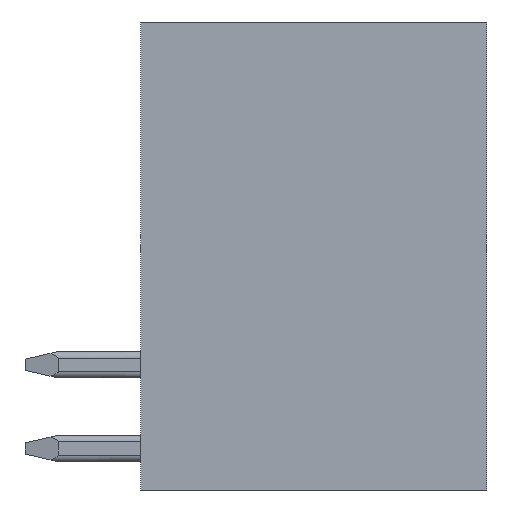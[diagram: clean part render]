
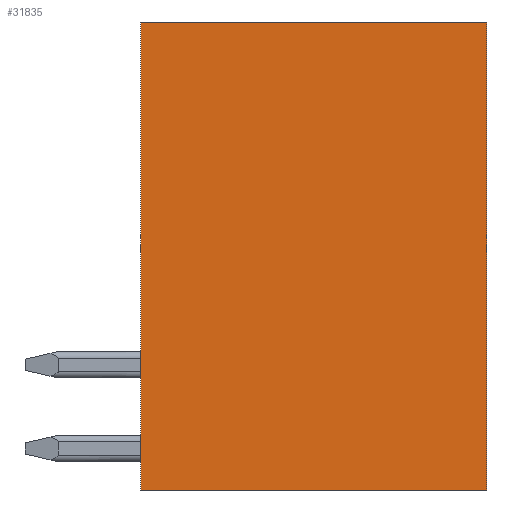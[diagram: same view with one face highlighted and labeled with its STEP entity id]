
A CAD part, front view. The second image highlights one B-rep face of the part: STEP entity #31835.
In plain terms, the highlighted planar face has unit normal (0, -1, 0).
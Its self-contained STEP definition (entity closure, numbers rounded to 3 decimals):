
#7416=DIRECTION('',(-1.,0.,0.));
#7417=VECTOR('',#7416,10.5);
#7418=CARTESIAN_POINT('',(5.25,-47.97,7.1));
#7419=LINE('',#7418,#7417);
#7420=DIRECTION('',(0.,0.,1.));
#7421=VECTOR('',#7420,14.2);
#7422=CARTESIAN_POINT('',(5.25,-47.97,-7.1));
#7423=LINE('',#7422,#7421);
#7424=DIRECTION('',(1.,0.,0.));
#7425=VECTOR('',#7424,10.5);
#7426=CARTESIAN_POINT('',(-5.25,-47.97,-7.1));
#7427=LINE('',#7426,#7425);
#7428=DIRECTION('',(0.,0.,-1.));
#7429=VECTOR('',#7428,14.2);
#7430=CARTESIAN_POINT('',(-5.25,-47.97,7.1));
#7431=LINE('',#7430,#7429);
#18163=CARTESIAN_POINT('',(5.25,-47.97,7.1));
#18164=CARTESIAN_POINT('',(-5.25,-47.97,7.1));
#18165=VERTEX_POINT('',#18163);
#18166=VERTEX_POINT('',#18164);
#18167=CARTESIAN_POINT('',(-5.25,-47.97,-7.1));
#18168=VERTEX_POINT('',#18167);
#18169=CARTESIAN_POINT('',(5.25,-47.97,-7.1));
#18170=VERTEX_POINT('',#18169);
#31824=CARTESIAN_POINT('',(0.,-47.97,0.));
#31825=DIRECTION('',(0.,-1.,0.));
#31826=DIRECTION('',(0.,0.,-1.));
#31827=AXIS2_PLACEMENT_3D('',#31824,#31825,#31826);
#31828=PLANE('',#31827);
#31829=ORIENTED_EDGE('',*,*,#31412,.F.);
#31830=ORIENTED_EDGE('',*,*,#31517,.F.);
#31831=ORIENTED_EDGE('',*,*,#31816,.F.);
#31832=ORIENTED_EDGE('',*,*,#22746,.F.);
#31833=EDGE_LOOP('',(#31829,#31830,#31831,#31832));
#31834=FACE_OUTER_BOUND('',#31833,.F.);
#31835=ADVANCED_FACE('',(#31834),#31828,.T.);
#22746=EDGE_CURVE('',#18166,#18168,#7431,.T.);
#31412=EDGE_CURVE('',#18165,#18166,#7419,.T.);
#31517=EDGE_CURVE('',#18170,#18165,#7423,.T.);
#31816=EDGE_CURVE('',#18168,#18170,#7427,.T.);
